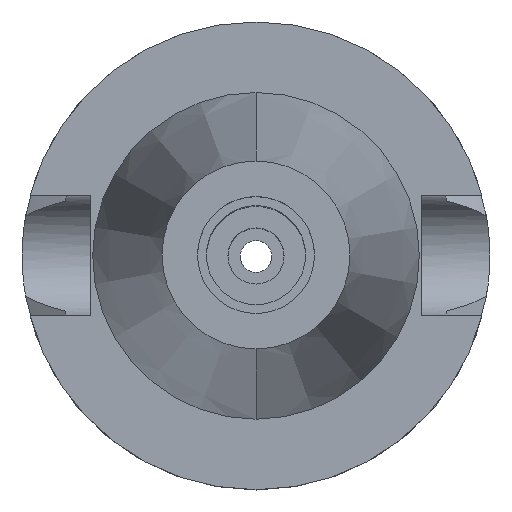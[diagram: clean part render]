
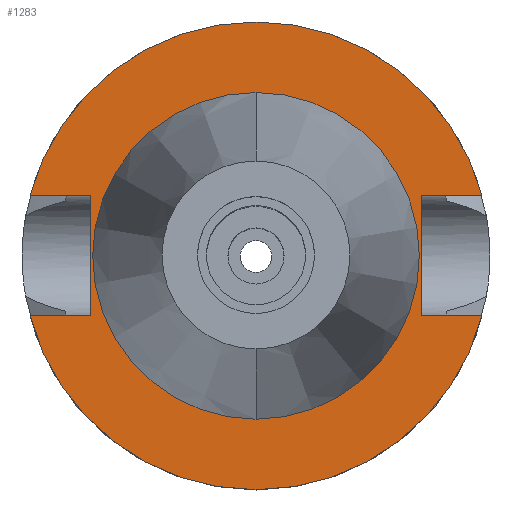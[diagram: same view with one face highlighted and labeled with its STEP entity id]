
A CAD part, top view. The second image highlights one B-rep face of the part: STEP entity #1283.
In plain terms, the highlighted planar face has unit normal (0, 0, 1).
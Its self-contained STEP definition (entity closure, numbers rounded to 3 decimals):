
#185=DIRECTION('',(1.,0.,0.));
#186=VECTOR('',#185,12.921);
#187=CARTESIAN_POINT('',(35.4,12.85,-1.5));
#188=LINE('',#187,#186);
#214=DIRECTION('',(0.,1.,0.));
#215=VECTOR('',#214,25.7);
#216=CARTESIAN_POINT('',(-35.4,-12.85,-1.5));
#217=LINE('',#216,#215);
#218=DIRECTION('',(-1.,0.,0.));
#219=VECTOR('',#218,12.921);
#220=CARTESIAN_POINT('',(-35.4,12.85,-1.5));
#221=LINE('',#220,#219);
#222=CARTESIAN_POINT('',(0.,0.,-1.5));
#223=DIRECTION('',(0.,0.,-1.));
#224=DIRECTION('',(-0.966,0.257,0.));
#225=AXIS2_PLACEMENT_3D('',#222,#223,#224);
#227=CARTESIAN_POINT('',(0.,0.,-1.5));
#228=DIRECTION('',(0.,0.,-1.));
#229=DIRECTION('',(0.,1.,0.));
#230=AXIS2_PLACEMENT_3D('',#227,#228,#229);
#232=DIRECTION('',(0.,-1.,0.));
#233=VECTOR('',#232,25.7);
#234=CARTESIAN_POINT('',(35.4,12.85,-1.5));
#235=LINE('',#234,#233);
#236=DIRECTION('',(1.,0.,0.));
#237=VECTOR('',#236,12.921);
#238=CARTESIAN_POINT('',(35.4,-12.85,-1.5));
#239=LINE('',#238,#237);
#240=CARTESIAN_POINT('',(0.,0.,-1.5));
#241=DIRECTION('',(0.,0.,-1.));
#242=DIRECTION('',(0.966,-0.257,0.));
#243=AXIS2_PLACEMENT_3D('',#240,#241,#242);
#245=CARTESIAN_POINT('',(0.,0.,-1.5));
#246=DIRECTION('',(0.,0.,-1.));
#247=DIRECTION('',(0.,-1.,0.));
#248=AXIS2_PLACEMENT_3D('',#245,#246,#247);
#250=CARTESIAN_POINT('',(0.,0.,-1.5));
#251=DIRECTION('',(0.,0.,1.));
#252=DIRECTION('',(0.,-1.,0.));
#253=AXIS2_PLACEMENT_3D('',#250,#251,#252);
#255=CARTESIAN_POINT('',(0.,0.,-1.5));
#256=DIRECTION('',(0.,0.,1.));
#257=DIRECTION('',(0.,1.,0.));
#258=AXIS2_PLACEMENT_3D('',#255,#256,#257);
#278=DIRECTION('',(-1.,0.,0.));
#279=VECTOR('',#278,12.921);
#280=CARTESIAN_POINT('',(-35.4,-12.85,-1.5));
#281=LINE('',#280,#279);
#846=CARTESIAN_POINT('',(0.,34.925,-1.5));
#847=VERTEX_POINT('',#846);
#848=CARTESIAN_POINT('',(0.,-34.925,-1.5));
#849=VERTEX_POINT('',#848);
#850=CARTESIAN_POINT('',(-35.4,-12.85,-1.5));
#851=CARTESIAN_POINT('',(-35.4,12.85,-1.5));
#852=VERTEX_POINT('',#850);
#853=VERTEX_POINT('',#851);
#854=CARTESIAN_POINT('',(-48.321,12.85,-1.5));
#855=VERTEX_POINT('',#854);
#856=CARTESIAN_POINT('',(0.,50.,-1.5));
#857=CARTESIAN_POINT('',(48.321,12.85,-1.5));
#858=VERTEX_POINT('',#856);
#859=VERTEX_POINT('',#857);
#860=CARTESIAN_POINT('',(35.4,12.85,-1.5));
#861=VERTEX_POINT('',#860);
#862=CARTESIAN_POINT('',(35.4,-12.85,-1.5));
#863=VERTEX_POINT('',#862);
#864=CARTESIAN_POINT('',(48.321,-12.85,-1.5));
#865=VERTEX_POINT('',#864);
#866=CARTESIAN_POINT('',(0.,-50.,-1.5));
#867=CARTESIAN_POINT('',(-48.321,-12.85,-1.5));
#868=VERTEX_POINT('',#866);
#869=VERTEX_POINT('',#867);
#1252=CARTESIAN_POINT('',(0.,0.,-1.5));
#1253=DIRECTION('',(0.,0.,-1.));
#1254=DIRECTION('',(0.,-1.,0.));
#1255=AXIS2_PLACEMENT_3D('',#1252,#1253,#1254);
#1256=PLANE('',#1255);
#1258=ORIENTED_EDGE('',*,*,#1257,.T.);
#1260=ORIENTED_EDGE('',*,*,#1259,.T.);
#1262=ORIENTED_EDGE('',*,*,#1261,.T.);
#1264=ORIENTED_EDGE('',*,*,#1263,.T.);
#1265=ORIENTED_EDGE('',*,*,#1214,.F.);
#1266=ORIENTED_EDGE('',*,*,#1235,.T.);
#1268=ORIENTED_EDGE('',*,*,#1267,.T.);
#1270=ORIENTED_EDGE('',*,*,#1269,.T.);
#1272=ORIENTED_EDGE('',*,*,#1271,.T.);
#1274=ORIENTED_EDGE('',*,*,#1273,.F.);
#1275=EDGE_LOOP('',(#1258,#1260,#1262,#1264,#1265,#1266,#1268,#1270,#1272,
#1274));
#1276=FACE_OUTER_BOUND('',#1275,.F.);
#1278=ORIENTED_EDGE('',*,*,#1277,.T.);
#1280=ORIENTED_EDGE('',*,*,#1279,.T.);
#1281=EDGE_LOOP('',(#1278,#1280));
#1282=FACE_BOUND('',#1281,.F.);
#226=CIRCLE('',#225,50.);
#231=CIRCLE('',#230,50.);
#244=CIRCLE('',#243,50.);
#249=CIRCLE('',#248,50.);
#254=CIRCLE('',#253,34.925);
#259=CIRCLE('',#258,34.925);
#1214=EDGE_CURVE('',#861,#859,#188,.T.);
#1235=EDGE_CURVE('',#861,#863,#235,.T.);
#1257=EDGE_CURVE('',#852,#853,#217,.T.);
#1259=EDGE_CURVE('',#853,#855,#221,.T.);
#1261=EDGE_CURVE('',#855,#858,#226,.T.);
#1263=EDGE_CURVE('',#858,#859,#231,.T.);
#1267=EDGE_CURVE('',#863,#865,#239,.T.);
#1269=EDGE_CURVE('',#865,#868,#244,.T.);
#1271=EDGE_CURVE('',#868,#869,#249,.T.);
#1273=EDGE_CURVE('',#852,#869,#281,.T.);
#1277=EDGE_CURVE('',#849,#847,#254,.T.);
#1279=EDGE_CURVE('',#847,#849,#259,.T.);
#1283=ADVANCED_FACE('',(#1276,#1282),#1256,.F.);
